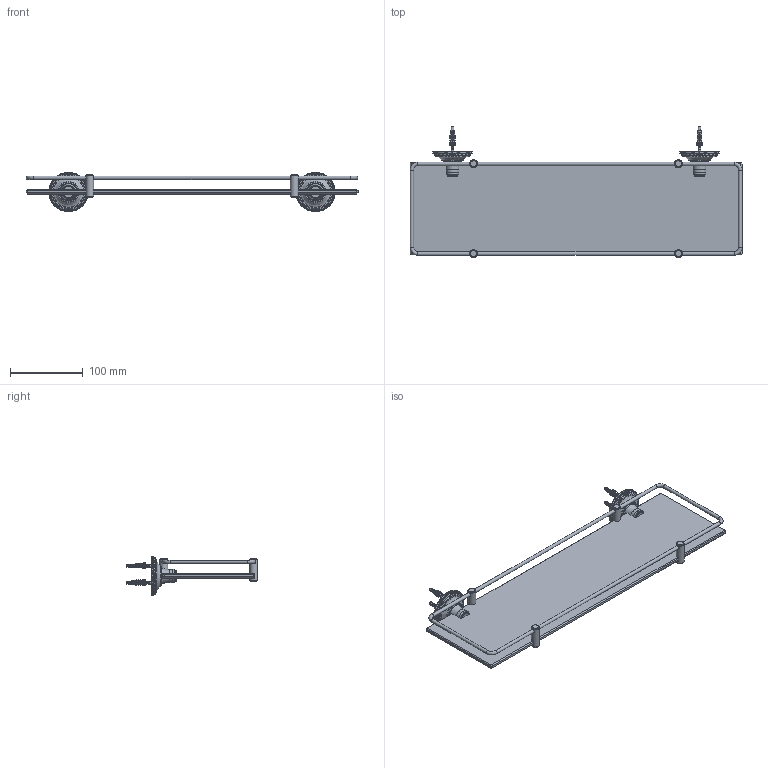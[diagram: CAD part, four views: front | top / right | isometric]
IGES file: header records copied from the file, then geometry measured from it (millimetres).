
Global section: file name: No Iges File Name specified; native system: Autodesk Inventor 2012; preprocessor: AutoDesk Inventor Iges Exporter R2012; author: mblakey; date: 20130311.153013; units: millimetre
Bounding box: 457 x 180.9 x 53.99 mm (x, y, z)
Volume: 415095.3 mm3; surface area: 172900 mm2
Topology: 24 solids, 24 shells, 2277 faces, 5751 edges, 3516 vertices
Faces by surface type: plane 1342, cone 434, cylinder 289, revolution 152, torus 44, bspline 16
Full cylindrical faces by diameter (mm): 3.92 x4, 4 x6, 4.8 x5, 8.2 x4, 9 x8, 11 x4, 25 x2, 46 x2, 50 x2
